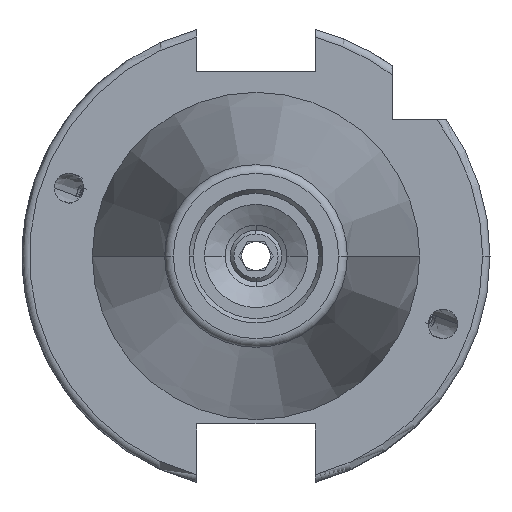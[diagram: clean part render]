
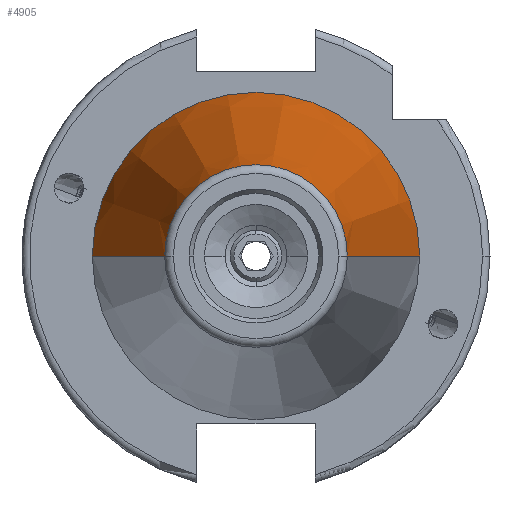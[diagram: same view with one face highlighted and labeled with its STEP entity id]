
A CAD part, left-side view. The second image highlights one B-rep face of the part: STEP entity #4905.
In plain terms, the highlighted conical face has half-angle 8.297 degrees and reference radius 22.225 mm.
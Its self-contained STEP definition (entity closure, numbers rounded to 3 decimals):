
#43 = AXIS2_PLACEMENT_3D ( 'NONE', #3713, #847, #4198 ) ;
#248 = ORIENTED_EDGE ( 'NONE', *, *, #1039, .F. ) ;
#459 = CARTESIAN_POINT ( 'NONE',  ( 0., -22.225, 0. ) ) ;
#507 = EDGE_LOOP ( 'NONE', ( #1056, #1328, #4329, #248 ) ) ;
#847 = DIRECTION ( 'NONE',  ( -1., 0., 0. ) ) ;
#923 = AXIS2_PLACEMENT_3D ( 'NONE', #2898, #976, #5265 ) ;
#976 = DIRECTION ( 'NONE',  ( 1., 0., 0. ) ) ;
#982 = CARTESIAN_POINT ( 'NONE',  ( 0., 0., 0. ) ) ;
#1039 = EDGE_CURVE ( 'NONE', #3763, #2044, #1169, .T. ) ;
#1056 = ORIENTED_EDGE ( 'NONE', *, *, #5389, .F. ) ;
#1066 = CARTESIAN_POINT ( 'NONE',  ( 0., 22.225, 0. ) ) ;
#1169 = LINE ( 'NONE', #1066, #4670 ) ;
#1241 = CONICAL_SURFACE ( 'NONE', #923, 22.225, 0.145 ) ;
#1328 = ORIENTED_EDGE ( 'NONE', *, *, #1699, .T. ) ;
#1461 = DIRECTION ( 'NONE',  ( 0., -1., 0. ) ) ;
#1464 = CARTESIAN_POINT ( 'NONE',  ( -67.373, 12.4, 0. ) ) ;
#1671 = CIRCLE ( 'NONE', #43, 12.4 ) ;
#1699 = EDGE_CURVE ( 'NONE', #2477, #6178, #5079, .T. ) ;
#1887 = DIRECTION ( 'NONE',  ( 0.99, 0.144, 0. ) ) ;
#1939 = CARTESIAN_POINT ( 'NONE',  ( -67.373, -12.4, 0. ) ) ;
#2044 = VERTEX_POINT ( 'NONE', #6158 ) ;
#2326 = DIRECTION ( 'NONE',  ( 0.99, -0.144, 0. ) ) ;
#2477 = VERTEX_POINT ( 'NONE', #1939 ) ;
#2763 = CIRCLE ( 'NONE', #4851, 22.225 ) ;
#2898 = CARTESIAN_POINT ( 'NONE',  ( 0., 0., 0. ) ) ;
#3461 = CARTESIAN_POINT ( 'NONE',  ( 0., -22.225, 0. ) ) ;
#3713 = CARTESIAN_POINT ( 'NONE',  ( -67.373, 0., 0. ) ) ;
#3763 = VERTEX_POINT ( 'NONE', #1464 ) ;
#4198 = DIRECTION ( 'NONE',  ( 0., -1., 0. ) ) ;
#4235 = FACE_OUTER_BOUND ( 'NONE', #507, .T. ) ;
#4329 = ORIENTED_EDGE ( 'NONE', *, *, #5543, .T. ) ;
#4333 = DIRECTION ( 'NONE',  ( -1., 0., 0. ) ) ;
#4670 = VECTOR ( 'NONE', #1887, 1000. ) ;
#4851 = AXIS2_PLACEMENT_3D ( 'NONE', #982, #4333, #1461 ) ;
#4905 = ADVANCED_FACE ( 'NONE', ( #4235 ), #1241, .T. ) ;
#5079 = LINE ( 'NONE', #459, #6193 ) ;
#5265 = DIRECTION ( 'NONE',  ( 0., 1., 0. ) ) ;
#5389 = EDGE_CURVE ( 'NONE', #2477, #3763, #1671, .T. ) ;
#5543 = EDGE_CURVE ( 'NONE', #6178, #2044, #2763, .T. ) ;
#6158 = CARTESIAN_POINT ( 'NONE',  ( 0., 22.225, 0. ) ) ;
#6178 = VERTEX_POINT ( 'NONE', #3461 ) ;
#6193 = VECTOR ( 'NONE', #2326, 1000. ) ;
